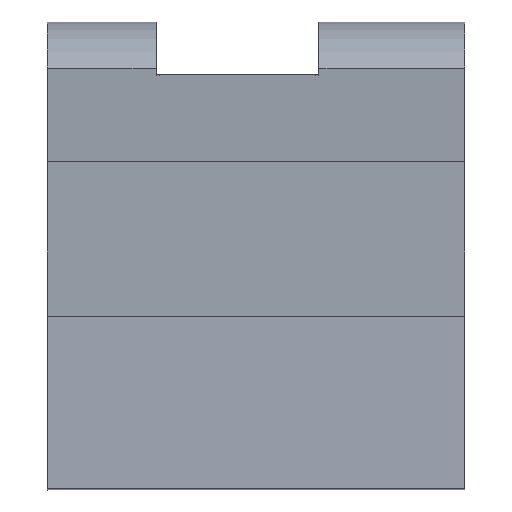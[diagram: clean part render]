
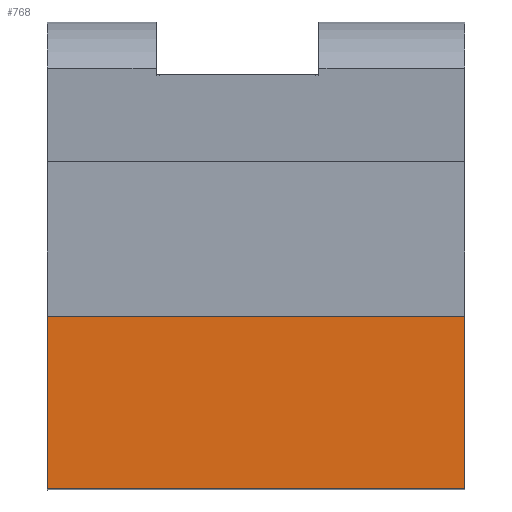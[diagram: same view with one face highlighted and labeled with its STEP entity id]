
A CAD part, left-side view. The second image highlights one B-rep face of the part: STEP entity #768.
In plain terms, the highlighted planar face has unit normal (-1, 0, 0.006).
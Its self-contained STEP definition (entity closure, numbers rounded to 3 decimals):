
#75=FACE_OUTER_BOUND('',#117,.T.);
#117=EDGE_LOOP('',(#560,#561,#562,#563));
#169=LINE('',#1114,#252);
#191=LINE('',#1163,#274);
#193=LINE('',#1167,#276);
#194=LINE('',#1168,#277);
#252=VECTOR('',#899,10.);
#274=VECTOR('',#933,6.);
#276=VECTOR('',#937,10.);
#277=VECTOR('',#938,6.6);
#332=VERTEX_POINT('',#1110);
#334=VERTEX_POINT('',#1113);
#355=VERTEX_POINT('',#1162);
#356=VERTEX_POINT('',#1166);
#410=EDGE_CURVE('',#332,#334,#169,.T.);
#435=EDGE_CURVE('',#355,#334,#191,.T.);
#437=EDGE_CURVE('',#332,#356,#193,.F.);
#438=EDGE_CURVE('',#355,#356,#194,.T.);
#560=ORIENTED_EDGE('',*,*,#410,.F.);
#561=ORIENTED_EDGE('',*,*,#437,.T.);
#562=ORIENTED_EDGE('',*,*,#438,.F.);
#563=ORIENTED_EDGE('',*,*,#435,.T.);
#743=PLANE('',#825);
#768=ADVANCED_FACE('',(#75),#743,.T.);
#825=AXIS2_PLACEMENT_3D('',#1165,#935,#936);
#899=DIRECTION('',(-0.006,0.,-1.));
#933=DIRECTION('',(0.,-1.,0.));
#935=DIRECTION('center_axis',(-1.,0.,0.006));
#936=DIRECTION('ref_axis',(0.006,0.,1.));
#937=DIRECTION('',(0.,-1.,0.));
#938=DIRECTION('',(0.006,0.,1.));
#1110=CARTESIAN_POINT('',(-81.574,113.965,49.496));
#1113=CARTESIAN_POINT('',(-81.603,113.965,44.293));
#1114=CARTESIAN_POINT('',(-81.54,113.965,55.572));
#1162=CARTESIAN_POINT('',(-81.603,126.584,44.293));
#1163=CARTESIAN_POINT('',(-81.603,117.08,44.293));
#1165=CARTESIAN_POINT('Origin',(-81.579,117.08,48.563));
#1166=CARTESIAN_POINT('',(-81.574,126.584,49.496));
#1167=CARTESIAN_POINT('',(-81.574,117.08,49.496));
#1168=CARTESIAN_POINT('',(-81.572,126.584,49.774));
